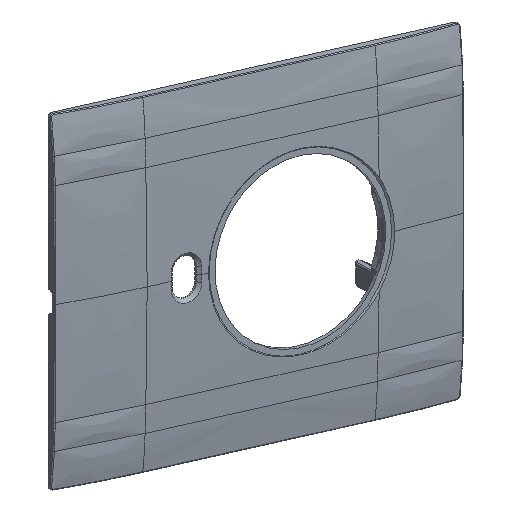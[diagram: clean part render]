
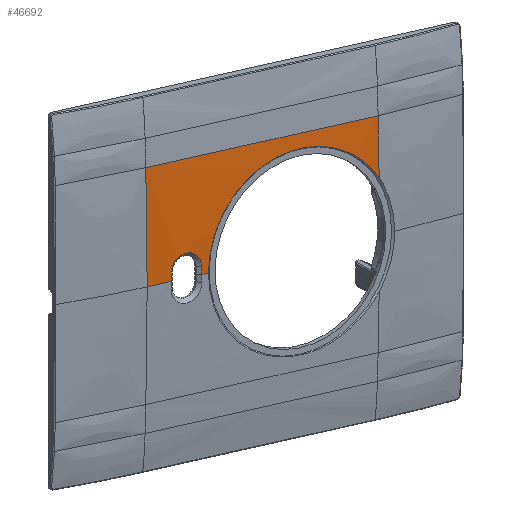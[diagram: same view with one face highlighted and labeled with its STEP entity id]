
A CAD part, top view. The second image highlights one B-rep face of the part: STEP entity #46692.
In plain terms, the highlighted cylindrical face has radius 801.109 mm (diameter 1602.22 mm), a partial arc.
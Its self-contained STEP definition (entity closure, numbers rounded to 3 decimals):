
#997=CARTESIAN_POINT('Vertex',(-34.,30.803,3.908)) ;
#1000=CARTESIAN_POINT('Line Origine',(17.,30.803,3.908)) ;
#1004=CARTESIAN_POINT('Vertex',(34.,30.803,3.908)) ;
#1297=CARTESIAN_POINT('Vertex',(34.,14.84,4.363)) ;
#1337=CARTESIAN_POINT('Control Point',(34.,30.803,3.908)) ;
#1338=CARTESIAN_POINT('Control Point',(34.,27.612,4.03)) ;
#1339=CARTESIAN_POINT('Control Point',(34.,24.42,4.137)) ;
#1340=CARTESIAN_POINT('Control Point',(34.,21.227,4.228)) ;
#1341=CARTESIAN_POINT('Control Point',(34.,18.034,4.303)) ;
#1342=CARTESIAN_POINT('Control Point',(34.,14.84,4.363)) ;
#9233=CARTESIAN_POINT('Vertex',(-34.,0.,4.5)) ;
#9239=CARTESIAN_POINT('Control Point',(-34.,30.803,3.908)) ;
#9240=CARTESIAN_POINT('Control Point',(-34.,24.646,4.145)) ;
#9241=CARTESIAN_POINT('Control Point',(-34.,18.486,4.322)) ;
#9242=CARTESIAN_POINT('Control Point',(-34.,12.324,4.441)) ;
#9243=CARTESIAN_POINT('Control Point',(-34.,6.162,4.5)) ;
#9244=CARTESIAN_POINT('Control Point',(-34.,0.,4.5)) ;
#46534=CARTESIAN_POINT('Control Point',(-16.05,0.,4.5)) ;
#46535=CARTESIAN_POINT('Control Point',(-16.05,4.05,4.5)) ;
#46536=CARTESIAN_POINT('Control Point',(-15.273,8.1,4.474)) ;
#46537=CARTESIAN_POINT('Control Point',(-13.719,11.946,4.423)) ;
#46538=CARTESIAN_POINT('Control Point',(-10.348,17.145,4.324)) ;
#46539=CARTESIAN_POINT('Control Point',(-5.748,21.156,4.222)) ;
#46540=CARTESIAN_POINT('Control Point',(-4.077,22.356,4.189)) ;
#46541=CARTESIAN_POINT('Control Point',(1.873,25.836,4.088)) ;
#46542=CARTESIAN_POINT('Control Point',(8.713,27.373,4.032)) ;
#46543=CARTESIAN_POINT('Control Point',(13.674,27.383,4.031)) ;
#46544=CARTESIAN_POINT('Control Point',(21.431,25.673,4.094)) ;
#46545=CARTESIAN_POINT('Control Point',(28.054,21.464,4.215)) ;
#46546=CARTESIAN_POINT('Control Point',(30.343,19.529,4.266)) ;
#46547=CARTESIAN_POINT('Control Point',(32.341,17.301,4.317)) ;
#46548=CARTESIAN_POINT('Control Point',(34.,14.84,4.363)) ;
#46549=CARTESIAN_POINT('Vertex',(-16.05,0.,4.5)) ;
#46631=CARTESIAN_POINT('Axis2P3D Location',(17.,0.,-796.609)) ;
#46636=CARTESIAN_POINT('Line Origine',(17.,0.,4.5)) ;
#46640=CARTESIAN_POINT('Vertex',(-18.,0.,4.5)) ;
#46643=CARTESIAN_POINT('Line Origine',(17.,0.,4.5)) ;
#46647=CARTESIAN_POINT('Vertex',(-27.,0.,4.5)) ;
#46650=CARTESIAN_POINT('Axis2P3D Location',(-27.,0.,-796.609)) ;
#46654=CARTESIAN_POINT('Vertex',(-27.,2.003,4.497)) ;
#46658=CARTESIAN_POINT('Control Point',(-18.,2.002,4.497)) ;
#46659=CARTESIAN_POINT('Control Point',(-18.,2.621,4.496)) ;
#46660=CARTESIAN_POINT('Control Point',(-18.107,3.24,4.494)) ;
#46661=CARTESIAN_POINT('Control Point',(-18.32,3.835,4.491)) ;
#46662=CARTESIAN_POINT('Control Point',(-19.031,5.081,4.484)) ;
#46663=CARTESIAN_POINT('Control Point',(-20.169,5.974,4.478)) ;
#46664=CARTESIAN_POINT('Control Point',(-20.912,6.325,4.475)) ;
#46665=CARTESIAN_POINT('Control Point',(-22.5,6.675,4.472)) ;
#46666=CARTESIAN_POINT('Control Point',(-24.088,6.325,4.475)) ;
#46667=CARTESIAN_POINT('Control Point',(-24.831,5.974,4.478)) ;
#46668=CARTESIAN_POINT('Control Point',(-25.969,5.081,4.484)) ;
#46669=CARTESIAN_POINT('Control Point',(-26.68,3.835,4.491)) ;
#46670=CARTESIAN_POINT('Control Point',(-26.893,3.24,4.494)) ;
#46671=CARTESIAN_POINT('Control Point',(-27.,2.621,4.496)) ;
#46672=CARTESIAN_POINT('Control Point',(-27.,2.003,4.497)) ;
#46673=CARTESIAN_POINT('Vertex',(-18.,2.003,4.497)) ;
#46676=CARTESIAN_POINT('Axis2P3D Location',(-18.,0.,-796.609)) ;
#1001=DIRECTION('Vector Direction',(1.,0.,0.)) ;
#46632=DIRECTION('Axis2P3D Direction',(1.,0.,0.)) ;
#46633=DIRECTION('Axis2P3D XDirection',(0.,0.038,0.999)) ;
#46637=DIRECTION('Vector Direction',(1.,0.,0.)) ;
#46644=DIRECTION('Vector Direction',(1.,0.,0.)) ;
#46651=DIRECTION('Axis2P3D Direction',(1.,0.,0.)) ;
#46677=DIRECTION('Axis2P3D Direction',(1.,0.,0.)) ;
#46634=AXIS2_PLACEMENT_3D('Cylinder Axis2P3D',#46631,#46632,#46633) ;
#46652=AXIS2_PLACEMENT_3D('Circle Axis2P3D',#46650,#46651,$) ;
#46678=AXIS2_PLACEMENT_3D('Circle Axis2P3D',#46676,#46677,$) ;
#46682=ORIENTED_EDGE('',*,*,#46642,.F.) ;
#46683=ORIENTED_EDGE('',*,*,#46551,.T.) ;
#46684=ORIENTED_EDGE('',*,*,#1343,.F.) ;
#46685=ORIENTED_EDGE('',*,*,#1006,.T.) ;
#46686=ORIENTED_EDGE('',*,*,#9245,.T.) ;
#46687=ORIENTED_EDGE('',*,*,#46649,.F.) ;
#46688=ORIENTED_EDGE('',*,*,#46656,.F.) ;
#46689=ORIENTED_EDGE('',*,*,#46675,.F.) ;
#46690=ORIENTED_EDGE('',*,*,#46680,.F.) ;
#1002=VECTOR('Line Direction',#1001,1.) ;
#46638=VECTOR('Line Direction',#46637,1.) ;
#46645=VECTOR('Line Direction',#46644,1.) ;
#46692=ADVANCED_FACE('PartBody',(#46691),#46635,.T.) ;
#1336=B_SPLINE_CURVE_WITH_KNOTS('',5,(#1337,#1338,#1339,#1340,#1341,#1342),.UNSPECIFIED.,.F.,.U.,(6,6),(1227.528,1243.497),.UNSPECIFIED.) ;
#9238=B_SPLINE_CURVE_WITH_KNOTS('',5,(#9239,#9240,#9241,#9242,#9243,#9244),.UNSPECIFIED.,.F.,.U.,(6,6),(1227.528,1258.339),.UNSPECIFIED.) ;
#46533=B_SPLINE_CURVE_WITH_KNOTS('',5,(#46534,#46535,#46536,#46537,#46538,#46539,#46540,#46541,#46542,#46543,#46544,#46545,#46546,#46547,#46548),.UNSPECIFIED.,.F.,.U.,(6,3,3,3,6),(0.,29.108,43.893,78.757,100.144),.UNSPECIFIED.) ;
#46657=B_SPLINE_CURVE_WITH_KNOTS('',5,(#46658,#46659,#46660,#46661,#46662,#46663,#46664,#46665,#46666,#46667,#46668,#46669,#46670,#46671,#46672),.UNSPECIFIED.,.F.,.U.,(6,3,3,3,6),(8.957,12.876,17.91,22.944,26.862),.UNSPECIFIED.) ;
#46653=CIRCLE('generated circle',#46652,801.109) ;
#46679=CIRCLE('generated circle',#46678,801.109) ;
#46635=CYLINDRICAL_SURFACE('generated cylinder',#46634,801.109) ;
#1006=EDGE_CURVE('',#1005,#998,#1003,.F.) ;
#1343=EDGE_CURVE('',#1005,#1298,#1336,.T.) ;
#9245=EDGE_CURVE('',#998,#9234,#9238,.T.) ;
#46551=EDGE_CURVE('',#46550,#1298,#46533,.T.) ;
#46642=EDGE_CURVE('',#46550,#46641,#46639,.F.) ;
#46649=EDGE_CURVE('',#46648,#9234,#46646,.F.) ;
#46656=EDGE_CURVE('',#46655,#46648,#46653,.T.) ;
#46675=EDGE_CURVE('',#46674,#46655,#46657,.T.) ;
#46680=EDGE_CURVE('',#46641,#46674,#46679,.F.) ;
#46681=EDGE_LOOP('',(#46682,#46683,#46684,#46685,#46686,#46687,#46688,#46689,#46690)) ;
#46691=FACE_OUTER_BOUND('',#46681,.T.) ;
#1003=LINE('Line',#1000,#1002) ;
#46639=LINE('Line',#46636,#46638) ;
#46646=LINE('Line',#46643,#46645) ;
#998=VERTEX_POINT('',#997) ;
#1005=VERTEX_POINT('',#1004) ;
#1298=VERTEX_POINT('',#1297) ;
#9234=VERTEX_POINT('',#9233) ;
#46550=VERTEX_POINT('',#46549) ;
#46641=VERTEX_POINT('',#46640) ;
#46648=VERTEX_POINT('',#46647) ;
#46655=VERTEX_POINT('',#46654) ;
#46674=VERTEX_POINT('',#46673) ;
